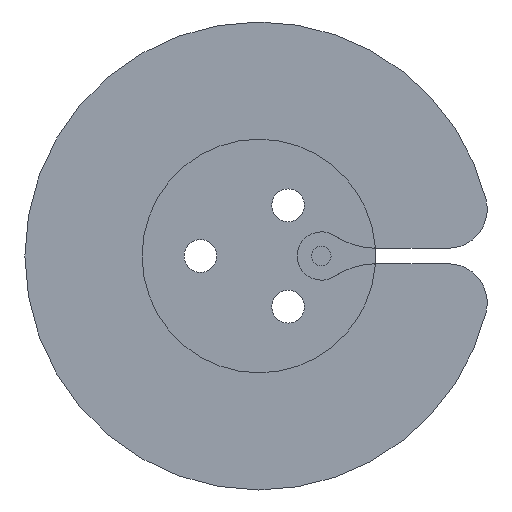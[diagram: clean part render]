
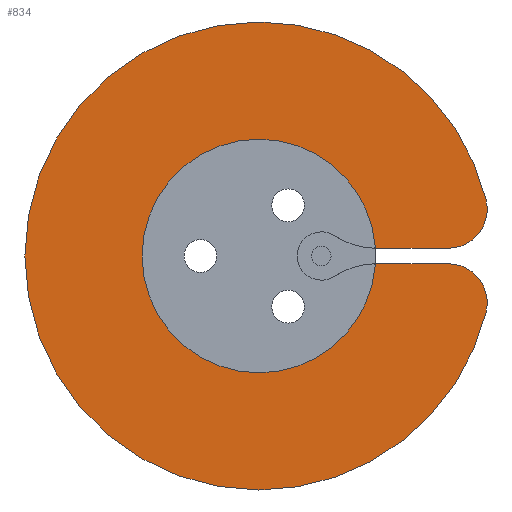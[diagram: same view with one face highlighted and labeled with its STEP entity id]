
A CAD part, front view. The second image highlights one B-rep face of the part: STEP entity #834.
In plain terms, the highlighted planar face has unit normal (0, -1, 0).
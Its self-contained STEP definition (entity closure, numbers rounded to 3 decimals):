
#5 = CARTESIAN_POINT ( 'NONE',  ( 0., 0., 0. ) ) ;
#8 = EDGE_CURVE ( 'NONE', #793, #568, #1079, .T. ) ;
#21 = DIRECTION ( 'NONE',  ( 0., 0., 1. ) ) ;
#47 = CIRCLE ( 'NONE', #137, 30. ) ;
#49 = CARTESIAN_POINT ( 'NONE',  ( 15.114, 0., -11. ) ) ;
#50 = CARTESIAN_POINT ( 'NONE',  ( 0., 0., 0. ) ) ;
#52 = CARTESIAN_POINT ( 'NONE',  ( 14.925, 0., 1.224 ) ) ;
#55 = DIRECTION ( 'NONE',  ( 1., 0., 0. ) ) ;
#59 = EDGE_LOOP ( 'NONE', ( #700, #314, #774, #403, #989, #878, #716, #149, #1007, #271, #364, #221, #912, #1092 ) ) ;
#61 = DIRECTION ( 'NONE',  ( 0., 0., 1. ) ) ;
#68 = AXIS2_PLACEMENT_3D ( 'NONE', #910, #738, #376 ) ;
#85 = CIRCLE ( 'NONE', #852, 0.2 ) ;
#91 = VERTEX_POINT ( 'NONE', #946 ) ;
#114 = CARTESIAN_POINT ( 'NONE',  ( 15.114, 0., 1. ) ) ;
#123 = VERTEX_POINT ( 'NONE', #724 ) ;
#127 = DIRECTION ( 'NONE',  ( 0., 0., -1. ) ) ;
#137 = AXIS2_PLACEMENT_3D ( 'NONE', #5, #245, #1099 ) ;
#149 = ORIENTED_EDGE ( 'NONE', *, *, #950, .F. ) ;
#183 = CARTESIAN_POINT ( 'NONE',  ( 0., 0., 0. ) ) ;
#188 = VERTEX_POINT ( 'NONE', #52 ) ;
#190 = CARTESIAN_POINT ( 'NONE',  ( 15.114, 0., -1. ) ) ;
#204 = CIRCLE ( 'NONE', #68, 14.975 ) ;
#210 = DIRECTION ( 'NONE',  ( 0., -1., 0. ) ) ;
#212 = CARTESIAN_POINT ( 'NONE',  ( 29.123, 0., 7.2 ) ) ;
#221 = ORIENTED_EDGE ( 'NONE', *, *, #8, .T. ) ;
#227 = DIRECTION ( 'NONE',  ( 0., 0., 1. ) ) ;
#245 = DIRECTION ( 'NONE',  ( 0., 1., 0. ) ) ;
#262 = DIRECTION ( 'NONE',  ( 0., 1., 0. ) ) ;
#271 = ORIENTED_EDGE ( 'NONE', *, *, #703, .T. ) ;
#280 = EDGE_CURVE ( 'NONE', #429, #497, #409, .T. ) ;
#299 = DIRECTION ( 'NONE',  ( 0., 1., 0. ) ) ;
#303 = CARTESIAN_POINT ( 'NONE',  ( 0., 0., 1. ) ) ;
#309 = DIRECTION ( 'NONE',  ( 0., -1., 0. ) ) ;
#314 = ORIENTED_EDGE ( 'NONE', *, *, #358, .T. ) ;
#331 = EDGE_CURVE ( 'NONE', #123, #960, #419, .T. ) ;
#335 = CIRCLE ( 'NONE', #781, 14.975 ) ;
#337 = CARTESIAN_POINT ( 'NONE',  ( 24.269, 0., 1. ) ) ;
#342 = DIRECTION ( 'NONE',  ( 0., 0., 1. ) ) ;
#354 = CIRCLE ( 'NONE', #973, 30. ) ;
#357 = FACE_OUTER_BOUND ( 'NONE', #59, .T. ) ;
#358 = EDGE_CURVE ( 'NONE', #123, #429, #939, .T. ) ;
#364 = ORIENTED_EDGE ( 'NONE', *, *, #600, .T. ) ;
#376 = DIRECTION ( 'NONE',  ( 0., 0., -1. ) ) ;
#393 = DIRECTION ( 'NONE',  ( 0., 0., 1. ) ) ;
#403 = ORIENTED_EDGE ( 'NONE', *, *, #1006, .T. ) ;
#407 = DIRECTION ( 'NONE',  ( 0., 0., -1. ) ) ;
#409 = LINE ( 'NONE', #768, #495 ) ;
#419 = CIRCLE ( 'NONE', #901, 30. ) ;
#429 = VERTEX_POINT ( 'NONE', #803 ) ;
#430 = CARTESIAN_POINT ( 'NONE',  ( 15.114, 0., 11. ) ) ;
#436 = CARTESIAN_POINT ( 'NONE',  ( 24.269, 0., 6. ) ) ;
#445 = PLANE ( 'NONE',  #726 ) ;
#495 = VECTOR ( 'NONE', #913, 1000. ) ;
#496 = AXIS2_PLACEMENT_3D ( 'NONE', #430, #517, #342 ) ;
#497 = VERTEX_POINT ( 'NONE', #190 ) ;
#517 = DIRECTION ( 'NONE',  ( 0., -1., 0. ) ) ;
#527 = CARTESIAN_POINT ( 'NONE',  ( 0., 0., 0. ) ) ;
#544 = CARTESIAN_POINT ( 'NONE',  ( 14.726, 0., -1.208 ) ) ;
#568 = VERTEX_POINT ( 'NONE', #212 ) ;
#571 = CARTESIAN_POINT ( 'NONE',  ( 14.718, 0., -1.008 ) ) ;
#573 = EDGE_CURVE ( 'NONE', #188, #930, #868, .T. ) ;
#575 = CARTESIAN_POINT ( 'NONE',  ( 0., 0., 0. ) ) ;
#580 = DIRECTION ( 'NONE',  ( 0., 0., 1. ) ) ;
#585 = AXIS2_PLACEMENT_3D ( 'NONE', #663, #995, #227 ) ;
#600 = EDGE_CURVE ( 'NONE', #832, #793, #825, .T. ) ;
#628 = CARTESIAN_POINT ( 'NONE',  ( 0., 0., 30. ) ) ;
#663 = CARTESIAN_POINT ( 'NONE',  ( 24.269, 0., -6. ) ) ;
#673 = EDGE_CURVE ( 'NONE', #863, #91, #335, .T. ) ;
#694 = CIRCLE ( 'NONE', #906, 14.975 ) ;
#700 = ORIENTED_EDGE ( 'NONE', *, *, #331, .F. ) ;
#703 = EDGE_CURVE ( 'NONE', #930, #832, #972, .T. ) ;
#704 = DIRECTION ( 'NONE',  ( 0., 0., 1. ) ) ;
#710 = AXIS2_PLACEMENT_3D ( 'NONE', #1072, #299, #61 ) ;
#712 = DIRECTION ( 'NONE',  ( 0., 1., 0. ) ) ;
#716 = ORIENTED_EDGE ( 'NONE', *, *, #673, .F. ) ;
#724 = CARTESIAN_POINT ( 'NONE',  ( 29.123, 0., -7.2 ) ) ;
#726 = AXIS2_PLACEMENT_3D ( 'NONE', #183, #712, #21 ) ;
#738 = DIRECTION ( 'NONE',  ( 0., -1., 0. ) ) ;
#741 = DIRECTION ( 'NONE',  ( 0., 1., 0. ) ) ;
#768 = CARTESIAN_POINT ( 'NONE',  ( 0., 0., -1. ) ) ;
#774 = ORIENTED_EDGE ( 'NONE', *, *, #280, .T. ) ;
#781 = AXIS2_PLACEMENT_3D ( 'NONE', #50, #309, #407 ) ;
#793 = VERTEX_POINT ( 'NONE', #337 ) ;
#803 = CARTESIAN_POINT ( 'NONE',  ( 24.269, 0., -1. ) ) ;
#818 = DIRECTION ( 'NONE',  ( 0., 0., 1. ) ) ;
#820 = CIRCLE ( 'NONE', #1012, 10. ) ;
#824 = DIRECTION ( 'NONE',  ( 0., 1., 0. ) ) ;
#825 = LINE ( 'NONE', #303, #904 ) ;
#828 = CARTESIAN_POINT ( 'NONE',  ( 0., 0., -30. ) ) ;
#832 = VERTEX_POINT ( 'NONE', #114 ) ;
#834 = ADVANCED_FACE ( 'NONE', ( #357 ), #445, .F. ) ;
#852 = AXIS2_PLACEMENT_3D ( 'NONE', #544, #262, #888 ) ;
#862 = VERTEX_POINT ( 'NONE', #628 ) ;
#863 = VERTEX_POINT ( 'NONE', #1055 ) ;
#868 = CIRCLE ( 'NONE', #710, 0.2 ) ;
#871 = DIRECTION ( 'NONE',  ( 0., -1., 0. ) ) ;
#874 = DIRECTION ( 'NONE',  ( 0., -1., 0. ) ) ;
#878 = ORIENTED_EDGE ( 'NONE', *, *, #932, .F. ) ;
#883 = EDGE_CURVE ( 'NONE', #1084, #927, #85, .T. ) ;
#888 = DIRECTION ( 'NONE',  ( 0., 0., 1. ) ) ;
#901 = AXIS2_PLACEMENT_3D ( 'NONE', #575, #741, #580 ) ;
#904 = VECTOR ( 'NONE', #55, 1000. ) ;
#906 = AXIS2_PLACEMENT_3D ( 'NONE', #527, #871, #127 ) ;
#910 = CARTESIAN_POINT ( 'NONE',  ( 0., 0., 0. ) ) ;
#912 = ORIENTED_EDGE ( 'NONE', *, *, #977, .F. ) ;
#913 = DIRECTION ( 'NONE',  ( -1., 0., 0. ) ) ;
#927 = VERTEX_POINT ( 'NONE', #952 ) ;
#930 = VERTEX_POINT ( 'NONE', #1041 ) ;
#932 = EDGE_CURVE ( 'NONE', #91, #927, #694, .T. ) ;
#939 = CIRCLE ( 'NONE', #585, 5. ) ;
#946 = CARTESIAN_POINT ( 'NONE',  ( 0., 0., -14.975 ) ) ;
#950 = EDGE_CURVE ( 'NONE', #188, #863, #204, .T. ) ;
#952 = CARTESIAN_POINT ( 'NONE',  ( 14.925, 0., -1.224 ) ) ;
#960 = VERTEX_POINT ( 'NONE', #828 ) ;
#972 = CIRCLE ( 'NONE', #496, 10. ) ;
#973 = AXIS2_PLACEMENT_3D ( 'NONE', #978, #824, #818 ) ;
#977 = EDGE_CURVE ( 'NONE', #862, #568, #354, .T. ) ;
#978 = CARTESIAN_POINT ( 'NONE',  ( 0., 0., 0. ) ) ;
#989 = ORIENTED_EDGE ( 'NONE', *, *, #883, .T. ) ;
#995 = DIRECTION ( 'NONE',  ( 0., -1., 0. ) ) ;
#1006 = EDGE_CURVE ( 'NONE', #497, #1084, #820, .T. ) ;
#1007 = ORIENTED_EDGE ( 'NONE', *, *, #573, .T. ) ;
#1012 = AXIS2_PLACEMENT_3D ( 'NONE', #49, #210, #393 ) ;
#1025 = AXIS2_PLACEMENT_3D ( 'NONE', #436, #874, #704 ) ;
#1041 = CARTESIAN_POINT ( 'NONE',  ( 14.718, 0., 1.008 ) ) ;
#1055 = CARTESIAN_POINT ( 'NONE',  ( 0., 0., 14.975 ) ) ;
#1072 = CARTESIAN_POINT ( 'NONE',  ( 14.726, 0., 1.208 ) ) ;
#1079 = CIRCLE ( 'NONE', #1025, 5. ) ;
#1084 = VERTEX_POINT ( 'NONE', #571 ) ;
#1092 = ORIENTED_EDGE ( 'NONE', *, *, #1097, .F. ) ;
#1097 = EDGE_CURVE ( 'NONE', #960, #862, #47, .T. ) ;
#1099 = DIRECTION ( 'NONE',  ( 0., 0., 1. ) ) ;
